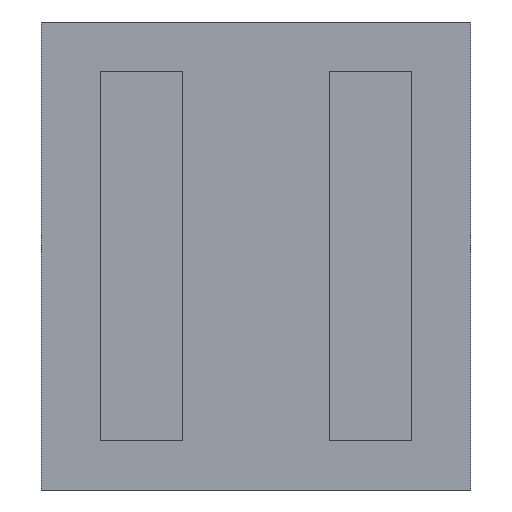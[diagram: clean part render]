
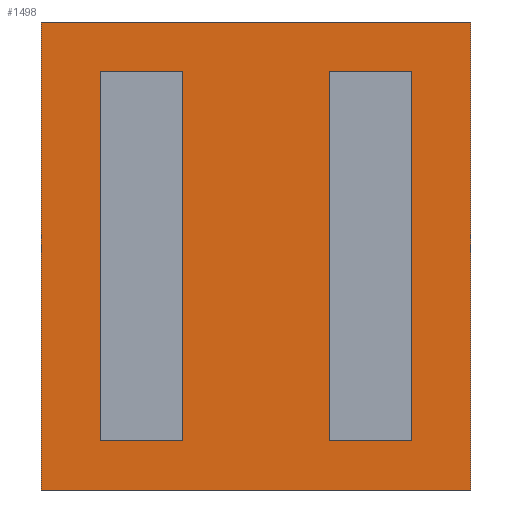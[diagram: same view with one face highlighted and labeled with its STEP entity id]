
A CAD part, front view. The second image highlights one B-rep face of the part: STEP entity #1498.
In plain terms, the highlighted planar face has unit normal (0, -1, 0).
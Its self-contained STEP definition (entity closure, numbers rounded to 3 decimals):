
#20 = VERTEX_POINT ( 'NONE', #1156 ) ;
#21 = LINE ( 'NONE', #728, #944 ) ;
#26 = ORIENTED_EDGE ( 'NONE', *, *, #1152, .F. ) ;
#37 = VERTEX_POINT ( 'NONE', #1027 ) ;
#108 = VECTOR ( 'NONE', #648, 1000. ) ;
#109 = LINE ( 'NONE', #1145, #733 ) ;
#112 = EDGE_CURVE ( 'NONE', #629, #1400, #109, .T. ) ;
#113 = LINE ( 'NONE', #367, #1414 ) ;
#147 = CARTESIAN_POINT ( 'NONE',  ( 0.57, 0., 0. ) ) ;
#153 = AXIS2_PLACEMENT_3D ( 'NONE', #302, #385, #1230 ) ;
#166 = CARTESIAN_POINT ( 'NONE',  ( -1.21, 0., -1.44 ) ) ;
#214 = ORIENTED_EDGE ( 'NONE', *, *, #1033, .F. ) ;
#229 = ORIENTED_EDGE ( 'NONE', *, *, #1445, .F. ) ;
#234 = VECTOR ( 'NONE', #1075, 1000. ) ;
#253 = FACE_BOUND ( 'NONE', #961, .T. ) ;
#297 = CARTESIAN_POINT ( 'NONE',  ( 1.21, 0., 1.44 ) ) ;
#302 = CARTESIAN_POINT ( 'NONE',  ( 0., 0., 0. ) ) ;
#310 = VECTOR ( 'NONE', #697, 1000. ) ;
#312 = DIRECTION ( 'NONE',  ( -1., 0., 0. ) ) ;
#361 = VECTOR ( 'NONE', #1162, 1000. ) ;
#367 = CARTESIAN_POINT ( 'NONE',  ( -1.21, 0., 0. ) ) ;
#377 = CARTESIAN_POINT ( 'NONE',  ( -1.675, 0., -1.825 ) ) ;
#385 = DIRECTION ( 'NONE',  ( 0., 1., 0. ) ) ;
#404 = CARTESIAN_POINT ( 'NONE',  ( -0.57, 0., 1.44 ) ) ;
#433 = ORIENTED_EDGE ( 'NONE', *, *, #112, .T. ) ;
#453 = ORIENTED_EDGE ( 'NONE', *, *, #1231, .F. ) ;
#462 = CARTESIAN_POINT ( 'NONE',  ( -0.57, 0., 0. ) ) ;
#463 = CARTESIAN_POINT ( 'NONE',  ( 0., 0., 1.44 ) ) ;
#474 = DIRECTION ( 'NONE',  ( 1., 0., 0. ) ) ;
#594 = LINE ( 'NONE', #463, #310 ) ;
#597 = VERTEX_POINT ( 'NONE', #166 ) ;
#629 = VERTEX_POINT ( 'NONE', #659 ) ;
#648 = DIRECTION ( 'NONE',  ( 1., 0., 0. ) ) ;
#659 = CARTESIAN_POINT ( 'NONE',  ( -1.675, 0., 1.825 ) ) ;
#682 = VECTOR ( 'NONE', #312, 1000. ) ;
#689 = EDGE_CURVE ( 'NONE', #1209, #1551, #1189, .T. ) ;
#693 = CARTESIAN_POINT ( 'NONE',  ( -1.675, 0., 1.825 ) ) ;
#697 = DIRECTION ( 'NONE',  ( -1., 0., 0. ) ) ;
#711 = PLANE ( 'NONE',  #153 ) ;
#728 = CARTESIAN_POINT ( 'NONE',  ( 0., 0., 1.44 ) ) ;
#733 = VECTOR ( 'NONE', #1473, 1000. ) ;
#734 = ORIENTED_EDGE ( 'NONE', *, *, #1214, .T. ) ;
#743 = VERTEX_POINT ( 'NONE', #824 ) ;
#750 = CARTESIAN_POINT ( 'NONE',  ( 0.57, 0., 1.44 ) ) ;
#773 = EDGE_CURVE ( 'NONE', #1236, #1506, #594, .T. ) ;
#781 = CARTESIAN_POINT ( 'NONE',  ( -0.57, 0., -1.44 ) ) ;
#787 = ORIENTED_EDGE ( 'NONE', *, *, #1045, .F. ) ;
#824 = CARTESIAN_POINT ( 'NONE',  ( 0.57, 0., -1.44 ) ) ;
#856 = DIRECTION ( 'NONE',  ( 0., 0., 1. ) ) ;
#871 = CARTESIAN_POINT ( 'NONE',  ( 1.675, 0., 1.825 ) ) ;
#893 = VECTOR ( 'NONE', #856, 1000. ) ;
#907 = LINE ( 'NONE', #1144, #108 ) ;
#922 = CARTESIAN_POINT ( 'NONE',  ( 1.21, 0., 0. ) ) ;
#926 = VERTEX_POINT ( 'NONE', #404 ) ;
#932 = DIRECTION ( 'NONE',  ( 1., 0., 0. ) ) ;
#942 = CARTESIAN_POINT ( 'NONE',  ( 1.675, 0., -1.825 ) ) ;
#944 = VECTOR ( 'NONE', #1081, 1000. ) ;
#947 = CARTESIAN_POINT ( 'NONE',  ( -1.675, 0., -1.825 ) ) ;
#953 = LINE ( 'NONE', #693, #682 ) ;
#961 = EDGE_LOOP ( 'NONE', ( #991, #453, #1496, #229 ) ) ;
#977 = VERTEX_POINT ( 'NONE', #781 ) ;
#991 = ORIENTED_EDGE ( 'NONE', *, *, #1283, .F. ) ;
#1027 = CARTESIAN_POINT ( 'NONE',  ( -1.21, 0., 1.44 ) ) ;
#1033 = EDGE_CURVE ( 'NONE', #597, #977, #1284, .T. ) ;
#1045 = EDGE_CURVE ( 'NONE', #977, #926, #1068, .T. ) ;
#1051 = CARTESIAN_POINT ( 'NONE',  ( 0., 0., -1.44 ) ) ;
#1068 = LINE ( 'NONE', #462, #361 ) ;
#1074 = CARTESIAN_POINT ( 'NONE',  ( 1.675, 0., -1.825 ) ) ;
#1075 = DIRECTION ( 'NONE',  ( 0., 0., 1. ) ) ;
#1081 = DIRECTION ( 'NONE',  ( -1., 0., 0. ) ) ;
#1088 = FACE_BOUND ( 'NONE', #1203, .T. ) ;
#1122 = DIRECTION ( 'NONE',  ( 0., 0., -1. ) ) ;
#1138 = VECTOR ( 'NONE', #1122, 1000. ) ;
#1144 = CARTESIAN_POINT ( 'NONE',  ( 0., 0., -1.44 ) ) ;
#1145 = CARTESIAN_POINT ( 'NONE',  ( -1.675, 0., -1.825 ) ) ;
#1152 = EDGE_CURVE ( 'NONE', #37, #597, #113, .T. ) ;
#1156 = CARTESIAN_POINT ( 'NONE',  ( 1.21, 0., -1.44 ) ) ;
#1162 = DIRECTION ( 'NONE',  ( 0., 0., 1. ) ) ;
#1163 = EDGE_CURVE ( 'NONE', #926, #37, #21, .T. ) ;
#1189 = LINE ( 'NONE', #942, #234 ) ;
#1203 = EDGE_LOOP ( 'NONE', ( #787, #214, #26, #1222 ) ) ;
#1204 = DIRECTION ( 'NONE',  ( 0., 0., -1. ) ) ;
#1209 = VERTEX_POINT ( 'NONE', #1074 ) ;
#1214 = EDGE_CURVE ( 'NONE', #1400, #1209, #1460, .T. ) ;
#1222 = ORIENTED_EDGE ( 'NONE', *, *, #1163, .F. ) ;
#1230 = DIRECTION ( 'NONE',  ( 0., 0., 1. ) ) ;
#1231 = EDGE_CURVE ( 'NONE', #1506, #743, #1487, .T. ) ;
#1236 = VERTEX_POINT ( 'NONE', #297 ) ;
#1259 = ORIENTED_EDGE ( 'NONE', *, *, #1442, .T. ) ;
#1273 = LINE ( 'NONE', #922, #893 ) ;
#1283 = EDGE_CURVE ( 'NONE', #743, #20, #907, .T. ) ;
#1284 = LINE ( 'NONE', #1051, #1522 ) ;
#1288 = EDGE_LOOP ( 'NONE', ( #1259, #433, #734, #1532 ) ) ;
#1315 = VECTOR ( 'NONE', #474, 1000. ) ;
#1400 = VERTEX_POINT ( 'NONE', #947 ) ;
#1414 = VECTOR ( 'NONE', #1204, 1000. ) ;
#1442 = EDGE_CURVE ( 'NONE', #1551, #629, #953, .T. ) ;
#1445 = EDGE_CURVE ( 'NONE', #20, #1236, #1273, .T. ) ;
#1460 = LINE ( 'NONE', #377, #1315 ) ;
#1473 = DIRECTION ( 'NONE',  ( 0., 0., -1. ) ) ;
#1487 = LINE ( 'NONE', #147, #1138 ) ;
#1496 = ORIENTED_EDGE ( 'NONE', *, *, #773, .F. ) ;
#1498 = ADVANCED_FACE ( 'NONE', ( #1088, #1559, #253 ), #711, .F. ) ;
#1506 = VERTEX_POINT ( 'NONE', #750 ) ;
#1522 = VECTOR ( 'NONE', #932, 1000. ) ;
#1532 = ORIENTED_EDGE ( 'NONE', *, *, #689, .T. ) ;
#1551 = VERTEX_POINT ( 'NONE', #871 ) ;
#1559 = FACE_OUTER_BOUND ( 'NONE', #1288, .T. ) ;
